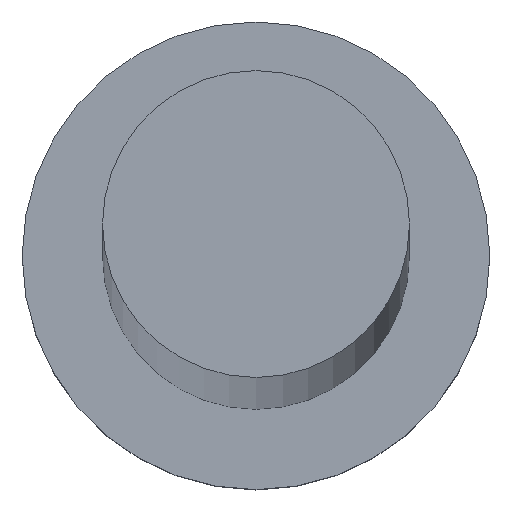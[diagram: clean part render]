
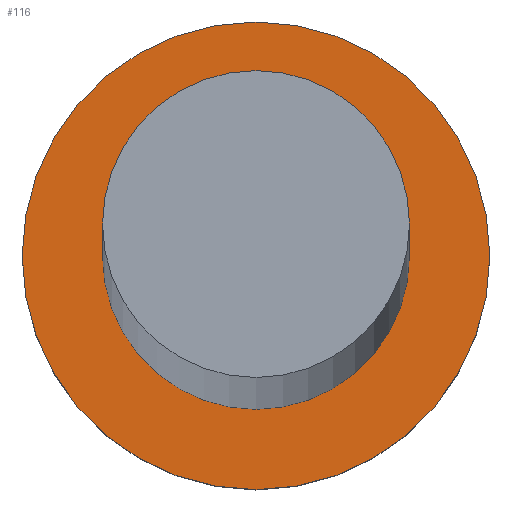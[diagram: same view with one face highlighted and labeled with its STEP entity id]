
A CAD part, top view. The second image highlights one B-rep face of the part: STEP entity #116.
In plain terms, the highlighted planar face has unit normal (0, 0, 1).
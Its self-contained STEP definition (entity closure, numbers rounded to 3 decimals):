
#9 = DIRECTION ( 'NONE',  ( 0., 0., 1. ) ) ;
#13 = FACE_OUTER_BOUND ( 'NONE', #191, .T. ) ;
#16 = AXIS2_PLACEMENT_3D ( 'NONE', #209, #9, #138 ) ;
#25 = EDGE_CURVE ( 'NONE', #202, #177, #230, .T. ) ;
#42 = VERTEX_POINT ( 'NONE', #119 ) ;
#47 = CARTESIAN_POINT ( 'NONE',  ( 5.25, 0., 6.5 ) ) ;
#48 = CARTESIAN_POINT ( 'NONE',  ( 0., 0., 6.5 ) ) ;
#49 = CARTESIAN_POINT ( 'NONE',  ( 0., 0., 6.5 ) ) ;
#60 = PLANE ( 'NONE',  #16 ) ;
#64 = AXIS2_PLACEMENT_3D ( 'NONE', #48, #227, #100 ) ;
#66 = CARTESIAN_POINT ( 'NONE',  ( -5.25, 0., 6.5 ) ) ;
#67 = AXIS2_PLACEMENT_3D ( 'NONE', #163, #229, #206 ) ;
#70 = CIRCLE ( 'NONE', #102, 8. ) ;
#86 = VERTEX_POINT ( 'NONE', #113 ) ;
#93 = ORIENTED_EDGE ( 'NONE', *, *, #129, .F. ) ;
#94 = CARTESIAN_POINT ( 'NONE',  ( 0., 0., 6.5 ) ) ;
#100 = DIRECTION ( 'NONE',  ( 1., 0., 0. ) ) ;
#102 = AXIS2_PLACEMENT_3D ( 'NONE', #49, #162, #223 ) ;
#111 = EDGE_CURVE ( 'NONE', #86, #42, #70, .T. ) ;
#113 = CARTESIAN_POINT ( 'NONE',  ( 8., 0., 6.5 ) ) ;
#116 = ADVANCED_FACE ( 'NONE', ( #125, #13 ), #60, .T. ) ;
#119 = CARTESIAN_POINT ( 'NONE',  ( -8., 0., 6.5 ) ) ;
#125 = FACE_BOUND ( 'NONE', #196, .T. ) ;
#126 = CIRCLE ( 'NONE', #67, 5.25 ) ;
#129 = EDGE_CURVE ( 'NONE', #177, #202, #126, .T. ) ;
#134 = DIRECTION ( 'NONE',  ( 1., 0., 0. ) ) ;
#138 = DIRECTION ( 'NONE',  ( 1., 0., 0. ) ) ;
#140 = AXIS2_PLACEMENT_3D ( 'NONE', #94, #217, #134 ) ;
#151 = CIRCLE ( 'NONE', #64, 8. ) ;
#162 = DIRECTION ( 'NONE',  ( 0., 0., 1. ) ) ;
#163 = CARTESIAN_POINT ( 'NONE',  ( 0., 0., 6.5 ) ) ;
#175 = ORIENTED_EDGE ( 'NONE', *, *, #111, .T. ) ;
#176 = ORIENTED_EDGE ( 'NONE', *, *, #197, .T. ) ;
#177 = VERTEX_POINT ( 'NONE', #47 ) ;
#191 = EDGE_LOOP ( 'NONE', ( #176, #175 ) ) ;
#196 = EDGE_LOOP ( 'NONE', ( #234, #93 ) ) ;
#197 = EDGE_CURVE ( 'NONE', #42, #86, #151, .T. ) ;
#202 = VERTEX_POINT ( 'NONE', #66 ) ;
#206 = DIRECTION ( 'NONE',  ( 1., 0., 0. ) ) ;
#209 = CARTESIAN_POINT ( 'NONE',  ( 0., 0., 6.5 ) ) ;
#217 = DIRECTION ( 'NONE',  ( 0., 0., 1. ) ) ;
#223 = DIRECTION ( 'NONE',  ( 1., 0., 0. ) ) ;
#227 = DIRECTION ( 'NONE',  ( 0., 0., 1. ) ) ;
#229 = DIRECTION ( 'NONE',  ( 0., 0., 1. ) ) ;
#230 = CIRCLE ( 'NONE', #140, 5.25 ) ;
#234 = ORIENTED_EDGE ( 'NONE', *, *, #25, .F. ) ;
